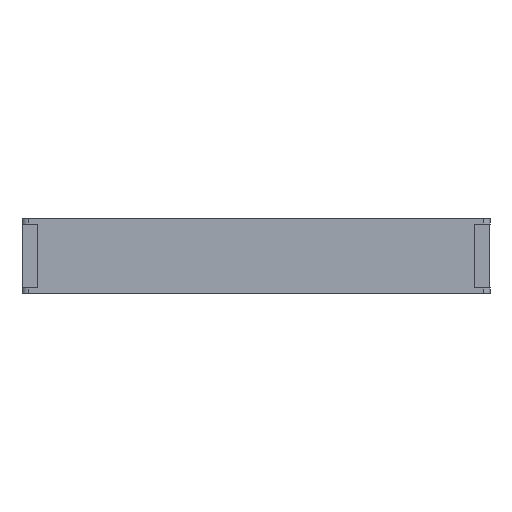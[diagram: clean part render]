
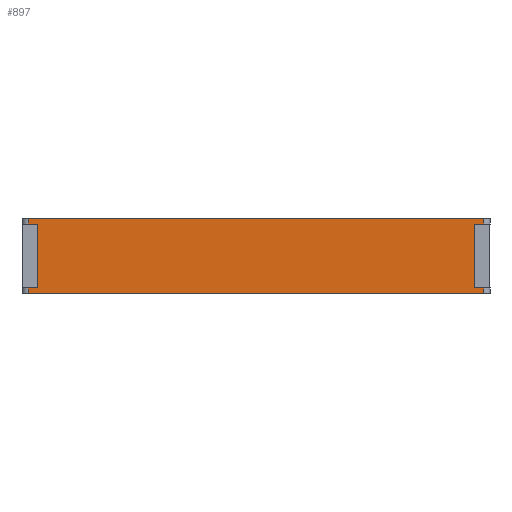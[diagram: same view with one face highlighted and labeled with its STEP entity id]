
A CAD part, front view. The second image highlights one B-rep face of the part: STEP entity #897.
In plain terms, the highlighted planar face has unit normal (0, -1, 0).
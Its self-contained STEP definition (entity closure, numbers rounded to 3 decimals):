
#47 = VERTEX_POINT ( 'NONE', #2177 ) ;
#56 = CARTESIAN_POINT ( 'NONE',  ( 75., -45., -10.25 ) ) ;
#144 = DIRECTION ( 'NONE',  ( 0., 0., -1. ) ) ;
#190 = FACE_OUTER_BOUND ( 'NONE', #2640, .T. ) ;
#211 = DIRECTION ( 'NONE',  ( -1., 0., 0. ) ) ;
#239 = CARTESIAN_POINT ( 'NONE',  ( -70., -45., -12. ) ) ;
#285 = ORIENTED_EDGE ( 'NONE', *, *, #3031, .F. ) ;
#292 = ORIENTED_EDGE ( 'NONE', *, *, #4152, .T. ) ;
#336 = DIRECTION ( 'NONE',  ( 0., 0., -1. ) ) ;
#347 = DIRECTION ( 'NONE',  ( 0., 0., -1. ) ) ;
#489 = CARTESIAN_POINT ( 'NONE',  ( -73., -45., 12. ) ) ;
#494 = VERTEX_POINT ( 'NONE', #880 ) ;
#524 = DIRECTION ( 'NONE',  ( 1., 0., 0. ) ) ;
#603 = EDGE_CURVE ( 'NONE', #494, #1173, #1644, .T. ) ;
#661 = EDGE_CURVE ( 'NONE', #2563, #2894, #2322, .T. ) ;
#663 = LINE ( 'NONE', #2733, #3199 ) ;
#693 = CARTESIAN_POINT ( 'NONE',  ( -70., -45., 10.25 ) ) ;
#705 = ORIENTED_EDGE ( 'NONE', *, *, #603, .T. ) ;
#722 = DIRECTION ( 'NONE',  ( 0., 0., -1. ) ) ;
#749 = DIRECTION ( 'NONE',  ( -1., 0., 0. ) ) ;
#839 = ORIENTED_EDGE ( 'NONE', *, *, #2796, .T. ) ;
#880 = CARTESIAN_POINT ( 'NONE',  ( -73., -45., 10.25 ) ) ;
#897 = ADVANCED_FACE ( 'NONE', ( #190 ), #1837, .F. ) ;
#921 = VECTOR ( 'NONE', #2276, 1000. ) ;
#941 = ORIENTED_EDGE ( 'NONE', *, *, #1265, .F. ) ;
#1037 = CARTESIAN_POINT ( 'NONE',  ( 73., -45., 10.25 ) ) ;
#1077 = LINE ( 'NONE', #2694, #1858 ) ;
#1110 = ORIENTED_EDGE ( 'NONE', *, *, #1533, .T. ) ;
#1125 = CARTESIAN_POINT ( 'NONE',  ( 73., -45., -10.25 ) ) ;
#1128 = VERTEX_POINT ( 'NONE', #1037 ) ;
#1173 = VERTEX_POINT ( 'NONE', #693 ) ;
#1265 = EDGE_CURVE ( 'NONE', #2109, #1500, #2527, .T. ) ;
#1354 = ORIENTED_EDGE ( 'NONE', *, *, #4034, .T. ) ;
#1420 = LINE ( 'NONE', #3077, #3294 ) ;
#1457 = CARTESIAN_POINT ( 'NONE',  ( -75., -45., -10.25 ) ) ;
#1465 = ORIENTED_EDGE ( 'NONE', *, *, #3242, .F. ) ;
#1500 = VERTEX_POINT ( 'NONE', #4059 ) ;
#1533 = EDGE_CURVE ( 'NONE', #47, #2375, #1420, .T. ) ;
#1644 = LINE ( 'NONE', #3337, #921 ) ;
#1652 = CARTESIAN_POINT ( 'NONE',  ( 73., -45., 12. ) ) ;
#1658 = CARTESIAN_POINT ( 'NONE',  ( -73., -45., -12. ) ) ;
#1705 = LINE ( 'NONE', #3698, #2639 ) ;
#1761 = ORIENTED_EDGE ( 'NONE', *, *, #2730, .T. ) ;
#1837 = PLANE ( 'NONE',  #3025 ) ;
#1858 = VECTOR ( 'NONE', #2087, 1000. ) ;
#1981 = DIRECTION ( 'NONE',  ( 0., 0., 1. ) ) ;
#2033 = CARTESIAN_POINT ( 'NONE',  ( 70., -45., -10.25 ) ) ;
#2087 = DIRECTION ( 'NONE',  ( -1., 0., 0. ) ) ;
#2109 = VERTEX_POINT ( 'NONE', #489 ) ;
#2131 = CARTESIAN_POINT ( 'NONE',  ( -70., -45., 12. ) ) ;
#2161 = EDGE_CURVE ( 'NONE', #1173, #3743, #2163, .T. ) ;
#2163 = LINE ( 'NONE', #2757, #3249 ) ;
#2167 = LINE ( 'NONE', #1457, #3398 ) ;
#2177 = CARTESIAN_POINT ( 'NONE',  ( -73., -45., -10.25 ) ) ;
#2179 = CARTESIAN_POINT ( 'NONE',  ( -70., -45., 12. ) ) ;
#2218 = LINE ( 'NONE', #239, #4099 ) ;
#2276 = DIRECTION ( 'NONE',  ( 1., 0., 0. ) ) ;
#2322 = LINE ( 'NONE', #3658, #2810 ) ;
#2375 = VERTEX_POINT ( 'NONE', #1658 ) ;
#2397 = CARTESIAN_POINT ( 'NONE',  ( 70., -45., 10.25 ) ) ;
#2401 = LINE ( 'NONE', #56, #3890 ) ;
#2424 = CARTESIAN_POINT ( 'NONE',  ( -70., -45., -10.25 ) ) ;
#2435 = LINE ( 'NONE', #1652, #3680 ) ;
#2527 = LINE ( 'NONE', #2179, #3228 ) ;
#2563 = VERTEX_POINT ( 'NONE', #2397 ) ;
#2639 = VECTOR ( 'NONE', #336, 1000. ) ;
#2640 = EDGE_LOOP ( 'NONE', ( #1465, #839, #941, #292, #705, #2742, #285, #1110, #1761, #3003, #1354, #4121 ) ) ;
#2694 = CARTESIAN_POINT ( 'NONE',  ( 75., -45., 10.25 ) ) ;
#2730 = EDGE_CURVE ( 'NONE', #2375, #3751, #2218, .T. ) ;
#2733 = CARTESIAN_POINT ( 'NONE',  ( 73., -45., 12. ) ) ;
#2742 = ORIENTED_EDGE ( 'NONE', *, *, #2161, .T. ) ;
#2757 = CARTESIAN_POINT ( 'NONE',  ( -70., -45., 12. ) ) ;
#2796 = EDGE_CURVE ( 'NONE', #1128, #1500, #2435, .T. ) ;
#2810 = VECTOR ( 'NONE', #347, 1000. ) ;
#2894 = VERTEX_POINT ( 'NONE', #2033 ) ;
#3003 = ORIENTED_EDGE ( 'NONE', *, *, #4143, .T. ) ;
#3025 = AXIS2_PLACEMENT_3D ( 'NONE', #2131, #3807, #211 ) ;
#3031 = EDGE_CURVE ( 'NONE', #47, #3743, #2167, .T. ) ;
#3051 = VERTEX_POINT ( 'NONE', #1125 ) ;
#3077 = CARTESIAN_POINT ( 'NONE',  ( -73., -45., 12. ) ) ;
#3199 = VECTOR ( 'NONE', #3651, 1000. ) ;
#3228 = VECTOR ( 'NONE', #3578, 1000. ) ;
#3242 = EDGE_CURVE ( 'NONE', #1128, #2563, #1077, .T. ) ;
#3249 = VECTOR ( 'NONE', #144, 1000. ) ;
#3294 = VECTOR ( 'NONE', #722, 1000. ) ;
#3337 = CARTESIAN_POINT ( 'NONE',  ( -75., -45., 10.25 ) ) ;
#3398 = VECTOR ( 'NONE', #3461, 1000. ) ;
#3461 = DIRECTION ( 'NONE',  ( 1., 0., 0. ) ) ;
#3578 = DIRECTION ( 'NONE',  ( 1., 0., 0. ) ) ;
#3651 = DIRECTION ( 'NONE',  ( 0., 0., 1. ) ) ;
#3658 = CARTESIAN_POINT ( 'NONE',  ( 70., -45., 12. ) ) ;
#3680 = VECTOR ( 'NONE', #1981, 1000. ) ;
#3698 = CARTESIAN_POINT ( 'NONE',  ( -73., -45., 12. ) ) ;
#3743 = VERTEX_POINT ( 'NONE', #2424 ) ;
#3751 = VERTEX_POINT ( 'NONE', #3759 ) ;
#3759 = CARTESIAN_POINT ( 'NONE',  ( 73., -45., -12. ) ) ;
#3807 = DIRECTION ( 'NONE',  ( 0., 1., 0. ) ) ;
#3890 = VECTOR ( 'NONE', #749, 1000. ) ;
#4034 = EDGE_CURVE ( 'NONE', #3051, #2894, #2401, .T. ) ;
#4059 = CARTESIAN_POINT ( 'NONE',  ( 73., -45., 12. ) ) ;
#4099 = VECTOR ( 'NONE', #524, 1000. ) ;
#4121 = ORIENTED_EDGE ( 'NONE', *, *, #661, .F. ) ;
#4143 = EDGE_CURVE ( 'NONE', #3751, #3051, #663, .T. ) ;
#4152 = EDGE_CURVE ( 'NONE', #2109, #494, #1705, .T. ) ;
